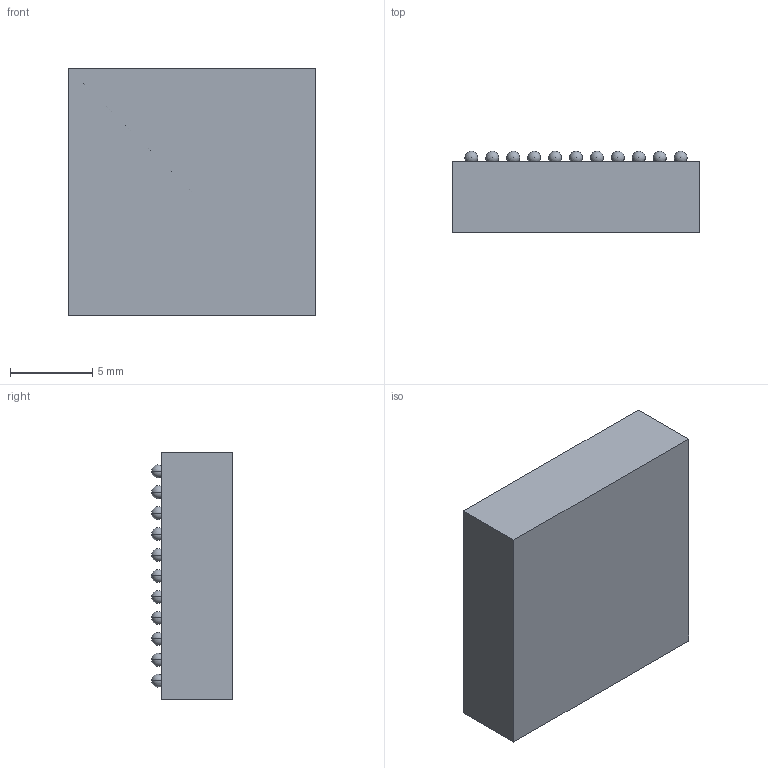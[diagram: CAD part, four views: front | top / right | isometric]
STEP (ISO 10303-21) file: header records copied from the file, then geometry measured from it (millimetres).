
FILE_DESCRIPTION (( 'STEP AP203' ), '1' );
FILE_NAME ('LTM8055Y.STEP', '2017-09-21T18:54:15', ( '' ), ( '' ), 'SwSTEP 2.0', 'SolidWorks 2016', '' );
FILE_SCHEMA (( 'CONFIG_CONTROL_DESIGN' ));
Length unit declared in the file: millimetre
Products named in the file (1): LTM8055Y
Bounding box: 15 x 4.92 x 15 mm (x, y, z)
Volume: 998 mm3; surface area: 846.1 mm2
Topology: 1 solids, 1 shells, 252 faces, 1110 edges, 740 vertices
Faces by surface type: sphere 242, plane 10
Entity records: 7118 total; most frequent: DIRECTION 1495, CARTESIAN_POINT 1135, ORIENTED_EDGE 1010, AXIS2_PLACEMENT_3D 737, EDGE_CURVE 505, CIRCLE 484, VERTEX_POINT 377, EDGE_LOOP 374
